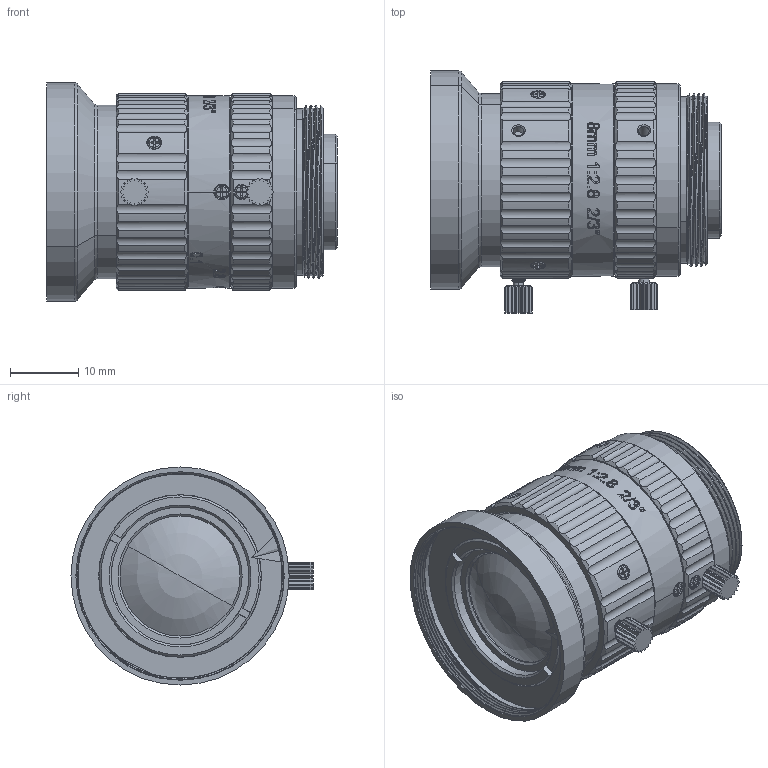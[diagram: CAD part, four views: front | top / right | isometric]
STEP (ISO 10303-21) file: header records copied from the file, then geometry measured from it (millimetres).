
FILE_DESCRIPTION(('FreeCAD Model'),'2;1');
FILE_NAME('Open CASCADE Shape Model','2025-01-21T10:17:23',('Author'),( ''),'Open CASCADE STEP processor 7.8','FreeCAD','Unknown');
FILE_SCHEMA(('AUTOMOTIVE_DESIGN { 1 0 10303 214 1 1 1 1 }'));
Length unit declared in the file: millimetre
Products named in the file (23): VA-LCM-10MP-08MM-F2.8-015; MSBR-78; MSBR-76; MSBR-74; MSBR-65; MSBR-64; MSBR-63; MSBR-62; MSBR-27; MSBR-26; MSBR-25; MSBR-24; MSBR-23; MSBR-22; MSBR-21; MSBR-20; MSBR-18; MSBR-17; MSBR-7; MSBR-6; MSBR-5; MSBR-4; MSBR-2
Assembly tree (22 placements, depth 2):
  VA-LCM-10MP-08MM-F2.8-015
    MSBR-78
    MSBR-76
    MSBR-74
    MSBR-65
    MSBR-64
    MSBR-63
    MSBR-62
    MSBR-27
    MSBR-26
    MSBR-25
    MSBR-24
    MSBR-23
    MSBR-22
    MSBR-21
    MSBR-20
    MSBR-18
    MSBR-17
    MSBR-7
    MSBR-6
    MSBR-5
    MSBR-4
    MSBR-2
Bounding box: 42.62 x 35.5 x 32 mm (x, y, z)
Volume: 12044.1 mm3; surface area: 14893.4 mm2
Topology: 22 solids, 22 shells, 1513 faces, 3949 edges, 2550 vertices
Faces by surface type: bspline 456, cylinder 439, plane 352, cone 210, torus 40, sphere 12, extrusion 4
Entity records: 77735 total; most frequent: CARTESIAN_POINT 43086, ORIENTED_EDGE 7874, DIRECTION 5784, EDGE_CURVE 3937, VERTEX_POINT 2550, AXIS2_PLACEMENT_3D 2127, FACE_BOUND 1647, EDGE_LOOP 1647
